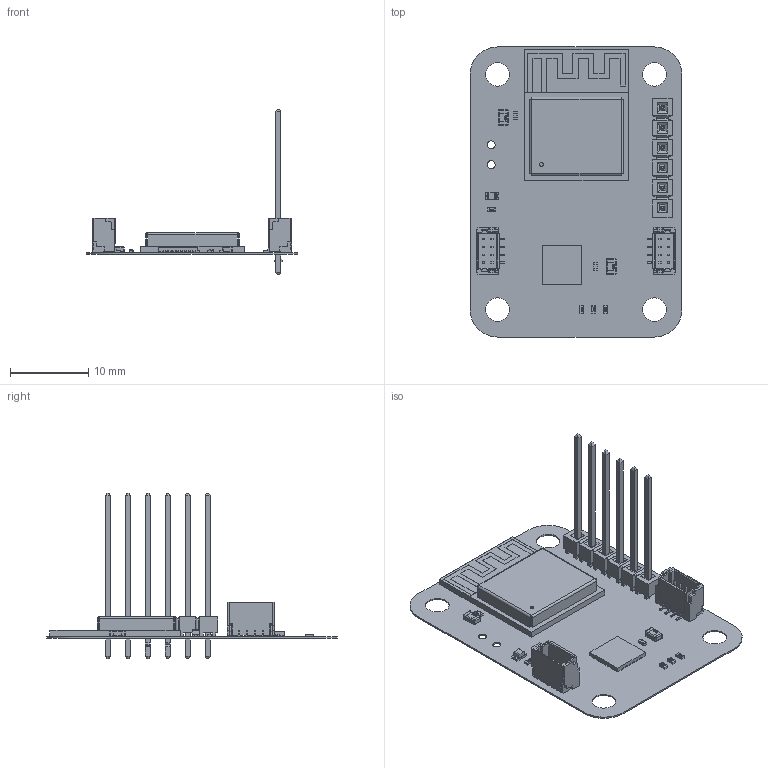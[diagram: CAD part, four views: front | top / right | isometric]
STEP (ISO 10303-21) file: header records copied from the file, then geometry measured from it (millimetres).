
FILE_DESCRIPTION(('Open CASCADE Model'),'2;1');
FILE_NAME('Open CASCADE Shape Model','2025-10-08T07:28:58',('Author'),( 'Open CASCADE'),'Open CASCADE STEP processor 7.5','Open CASCADE 7.5' ,'Unknown');
FILE_SCHEMA(('AUTOMOTIVE_DESIGN { 1 0 10303 214 1 1 1 1 }'));
Length unit declared in the file: millimetre
Products named in the file (37): PCB; Board; Open CASCADE STEP translator 7.5 1.1.1; U; DUELink-U-Connector-BM04B-SRSS-TB; P1; TSW-106-17-X-S-LL; R6; User Library-R SMD 0402; User Library-R SMD 0402_0402 BODY; User Library-R SMD 0402_0402 PAD; User Library-R SMD 0402_0402 OPIS; R3; MOD1; 4425351360; C4; C0402; C5; 0805 SMD Capacitor; R5; STAT1; 0603 LED Green; Solid1; Solid4; D; DUELink-Connector-BM04B-SRSS-TB; R4; C2; C1; Free-Models; STM32-QFN32
Assembly tree (42 placements, depth 4):
  PCB
    Board
      Open CASCADE STEP translator 7.5 1.1.1
    U
      DUELink-U-Connector-BM04B-SRSS-TB
    P1
      TSW-106-17-X-S-LL
    R6
      User Library-R SMD 0402
        User Library-R SMD 0402_0402 BODY
        User Library-R SMD 0402_0402 PAD  x2
        User Library-R SMD 0402_0402 OPIS
    R3
      User Library-R SMD 0402
        User Library-R SMD 0402_0402 BODY
        User Library-R SMD 0402_0402 PAD  x2
        User Library-R SMD 0402_0402 OPIS
    MOD1
      4425351360
    C4
      C0402
    C5
      0805 SMD Capacitor
    R5
      User Library-R SMD 0402
        User Library-R SMD 0402_0402 BODY
        User Library-R SMD 0402_0402 PAD  x2
        User Library-R SMD 0402_0402 OPIS
    STAT1
      0603 LED Green
        Solid1
        Solid4
        Solid1
        Solid1
        Solid4
        Solid1
        Solid1
        Solid1
    D
      DUELink-Connector-BM04B-SRSS-TB
    R4
      User Library-R SMD 0402
        User Library-R SMD 0402_0402 BODY
        User Library-R SMD 0402_0402 PAD  x2
        User Library-R SMD 0402_0402 OPIS
    C2
      0805 SMD Capacitor
    C1
      C0402
    Free-Models
      STM32-QFN32
Bounding box: 27 x 37 x 21.08 mm (x, y, z)
Volume: 603.4 mm3; surface area: 4234.9 mm2
Topology: 162 solids, 162 shells, 2874 faces, 8314 edges, 7300 vertices
Faces by surface type: plane 2332, cylinder 284, bspline 226, revolution 16, sphere 16
Full cylindrical faces by diameter (mm): 1.016 x2, 1.02 x6, 3 x4
Entity records: 89806 total; most frequent: CARTESIAN_POINT 20704, DIRECTION 12365, ORIENTED_EDGE 11582, LINE 6543, VECTOR 6543, EDGE_CURVE 5791, VERTEX_POINT 3754, AXIS2_PLACEMENT_3D 2907
